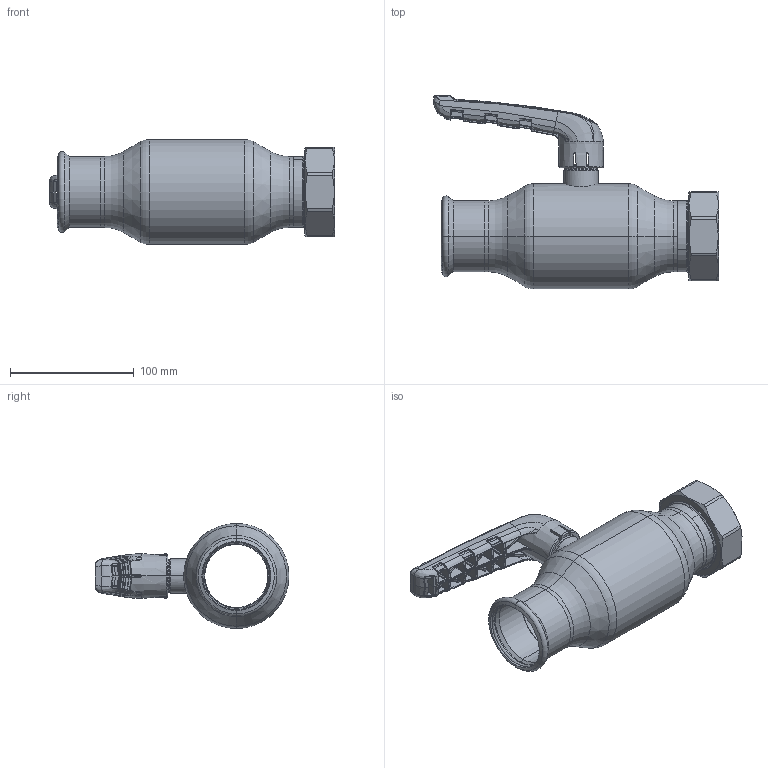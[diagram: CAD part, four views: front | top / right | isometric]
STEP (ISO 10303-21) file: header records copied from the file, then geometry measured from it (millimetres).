
FILE_DESCRIPTION (( 'STEP AP214' ), '1' );
FILE_NAME ('1050001400-xxxx.step', '2019-05-07T11:50:31', ( '' ), ( '' ), 'SwSTEP 2.0', 'SolidWorks 2017', '' );
FILE_SCHEMA (( 'AUTOMOTIVE_DESIGN' ));
Length unit declared in the file: millimetre
Products named in the file (1): 1050001400-xxxx
Bounding box: 230.55 x 156.71 x 85 mm (x, y, z)
Surface area: 104203.3 mm2 (no closed solid volume)
Topology: 0 solids, 11 shells, 838 faces, 2718 edges, 1738 vertices
Faces by surface type: bspline 670, cylinder 50, plane 49, cone 38, torus 25, sphere 6
Entity records: 61819 total; most frequent: CARTESIAN_POINT 35249, ORIENTED_EDGE 4351, EDGE_CURVE 2704, DIRECTION 1879, B_SPLINE_CURVE_WITH_KNOTS 1841, VERTEX_POINT 1736, EDGE_LOOP 850, AXIS2_PLACEMENT_3D 849
